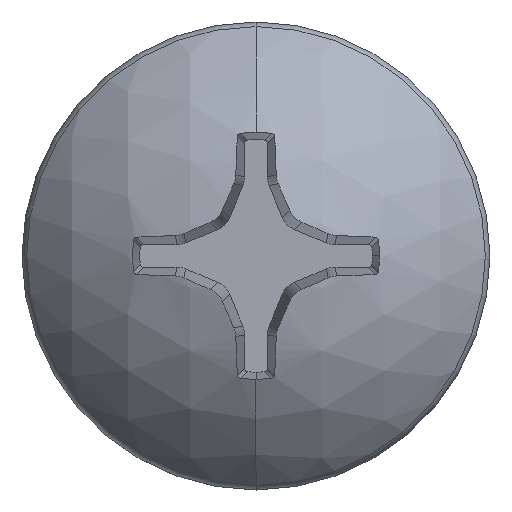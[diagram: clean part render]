
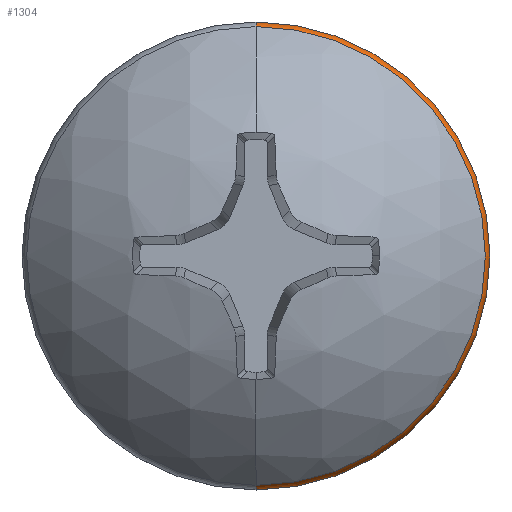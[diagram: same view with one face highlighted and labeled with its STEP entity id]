
A CAD part, top view. The second image highlights one B-rep face of the part: STEP entity #1304.
In plain terms, the highlighted toroidal (fillet/blend) face has major radius 2.206 mm and minor radius 0.245 mm.
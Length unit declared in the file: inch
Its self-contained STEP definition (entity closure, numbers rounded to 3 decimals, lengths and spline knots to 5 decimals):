
#48 = EDGE_LOOP ( 'NONE', ( #4662, #1321, #1730, #2249 ) ) ;
#307 = EDGE_CURVE ( 'NONE', #2611, #3022, #4336, .T. ) ;
#311 = EDGE_CURVE ( 'NONE', #2611, #5935, #2351, .T. ) ;
#1047 = DIRECTION ( 'NONE',  ( 0., 0., 1. ) ) ;
#1104 = CIRCLE ( 'NONE', #5711, 0.09459 ) ;
#1304 = ADVANCED_FACE ( 'NONE', ( #2272 ), #6730, .T. ) ;
#1321 = ORIENTED_EDGE ( 'NONE', *, *, #2600, .T. ) ;
#1401 = CARTESIAN_POINT ( 'NONE',  ( 0., -0.09459, 0.23802 ) ) ;
#1730 = ORIENTED_EDGE ( 'NONE', *, *, #6065, .F. ) ;
#1932 = AXIS2_PLACEMENT_3D ( 'NONE', #5408, #4906, #7062 ) ;
#2249 = ORIENTED_EDGE ( 'NONE', *, *, #307, .F. ) ;
#2272 = FACE_OUTER_BOUND ( 'NONE', #48, .T. ) ;
#2351 = CIRCLE ( 'NONE', #3768, 0.0965 ) ;
#2596 = CARTESIAN_POINT ( 'NONE',  ( 0., -0.0965, 0.23225 ) ) ;
#2600 = EDGE_CURVE ( 'NONE', #5935, #3787, #5024, .T. ) ;
#2611 = VERTEX_POINT ( 'NONE', #2596 ) ;
#2658 = CARTESIAN_POINT ( 'NONE',  ( 0., 0., 0.23225 ) ) ;
#2684 = DIRECTION ( 'NONE',  ( 0., 0., 1. ) ) ;
#2924 = CARTESIAN_POINT ( 'NONE',  ( 0., 0., 0.23802 ) ) ;
#3022 = VERTEX_POINT ( 'NONE', #1401 ) ;
#3162 = CARTESIAN_POINT ( 'NONE',  ( 0., -0.08685, 0.23225 ) ) ;
#3768 = AXIS2_PLACEMENT_3D ( 'NONE', #2658, #1047, #3779 ) ;
#3779 = DIRECTION ( 'NONE',  ( 0., -1., 0. ) ) ;
#3787 = VERTEX_POINT ( 'NONE', #4419 ) ;
#4155 = AXIS2_PLACEMENT_3D ( 'NONE', #3162, #6477, #2684 ) ;
#4193 = DIRECTION ( 'NONE',  ( 0., -1., 0. ) ) ;
#4336 = CIRCLE ( 'NONE', #4155, 0.00965 ) ;
#4419 = CARTESIAN_POINT ( 'NONE',  ( 0., 0.09459, 0.23802 ) ) ;
#4662 = ORIENTED_EDGE ( 'NONE', *, *, #311, .T. ) ;
#4695 = AXIS2_PLACEMENT_3D ( 'NONE', #6961, #6368, #4193 ) ;
#4906 = DIRECTION ( 'NONE',  ( 1., 0., 0. ) ) ;
#5024 = CIRCLE ( 'NONE', #1932, 0.00965 ) ;
#5090 = DIRECTION ( 'NONE',  ( 0., 0., 1. ) ) ;
#5112 = DIRECTION ( 'NONE',  ( 0., -1., 0. ) ) ;
#5408 = CARTESIAN_POINT ( 'NONE',  ( 0., 0.08685, 0.23225 ) ) ;
#5543 = CARTESIAN_POINT ( 'NONE',  ( 0., 0.0965, 0.23225 ) ) ;
#5711 = AXIS2_PLACEMENT_3D ( 'NONE', #2924, #5090, #5112 ) ;
#5935 = VERTEX_POINT ( 'NONE', #5543 ) ;
#6065 = EDGE_CURVE ( 'NONE', #3022, #3787, #1104, .T. ) ;
#6368 = DIRECTION ( 'NONE',  ( 0., 0., 1. ) ) ;
#6477 = DIRECTION ( 'NONE',  ( -1., 0., 0. ) ) ;
#6730 = TOROIDAL_SURFACE ( 'NONE', #4695, 0.08685, 0.00965 ) ;
#6961 = CARTESIAN_POINT ( 'NONE',  ( 0., 0., 0.23225 ) ) ;
#7062 = DIRECTION ( 'NONE',  ( 0., 1., 0. ) ) ;
